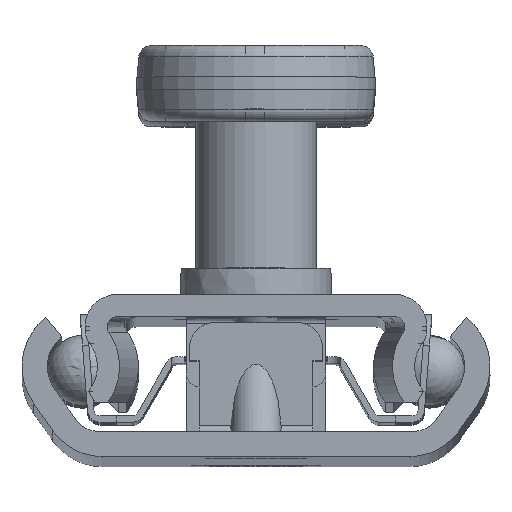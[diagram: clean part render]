
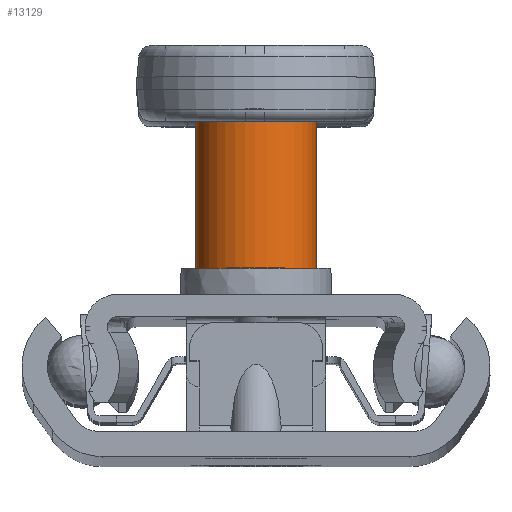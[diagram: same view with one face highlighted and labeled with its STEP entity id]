
A CAD part, top view. The second image highlights one B-rep face of the part: STEP entity #13129.
In plain terms, the highlighted cylindrical face has radius 4.75 mm (diameter 9.5 mm), a full revolution.
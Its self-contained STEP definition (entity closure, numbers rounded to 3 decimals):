
#1905=LINE('',#23211,#3111);
#3111=VECTOR('',#18248,4.75);
#3422=CYLINDRICAL_SURFACE('',#14541,4.75);
#4091=FACE_OUTER_BOUND('',#4859,.T.);
#4859=EDGE_LOOP('',(#12267,#12268,#12269,#12270));
#5407=CIRCLE('',#14539,4.75);
#5409=CIRCLE('',#14542,4.75);
#6727=VERTEX_POINT('',#23205);
#6729=VERTEX_POINT('',#23210);
#8584=EDGE_CURVE('',#6727,#6727,#5407,.T.);
#8586=EDGE_CURVE('',#6727,#6729,#1905,.T.);
#8587=EDGE_CURVE('',#6729,#6729,#5409,.T.);
#12267=ORIENTED_EDGE('',*,*,#8584,.F.);
#12268=ORIENTED_EDGE('',*,*,#8586,.T.);
#12269=ORIENTED_EDGE('',*,*,#8587,.T.);
#12270=ORIENTED_EDGE('',*,*,#8586,.F.);
#13129=ADVANCED_FACE('',(#4091),#3422,.T.);
#14539=AXIS2_PLACEMENT_3D('',#23206,#18242,#18243);
#14541=AXIS2_PLACEMENT_3D('',#23209,#18246,#18247);
#14542=AXIS2_PLACEMENT_3D('',#23212,#18249,#18250);
#18242=DIRECTION('center_axis',(0.,-1.,0.));
#18243=DIRECTION('ref_axis',(1.,0.,0.));
#18246=DIRECTION('center_axis',(0.,-1.,0.));
#18247=DIRECTION('ref_axis',(-1.,0.,0.));
#18248=DIRECTION('',(0.,1.,0.));
#18249=DIRECTION('center_axis',(0.,-1.,0.));
#18250=DIRECTION('ref_axis',(1.,0.,0.));
#23205=CARTESIAN_POINT('',(4.75,0.,0.));
#23206=CARTESIAN_POINT('Origin',(0.,0.,0.));
#23209=CARTESIAN_POINT('Origin',(0.,18.48,0.));
#23210=CARTESIAN_POINT('',(4.75,11.6,0.));
#23211=CARTESIAN_POINT('',(4.75,18.48,0.));
#23212=CARTESIAN_POINT('Origin',(0.,11.6,0.));
